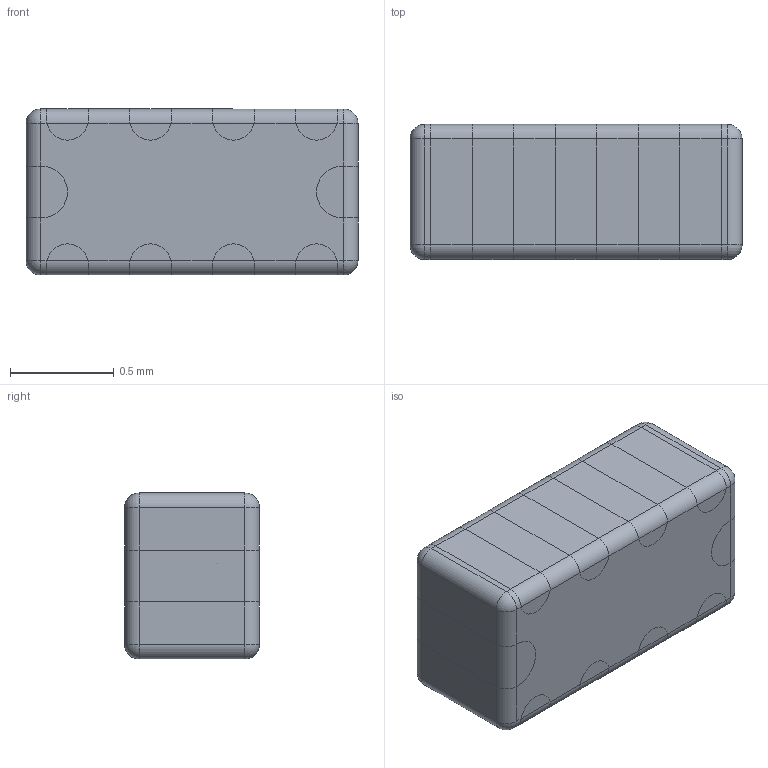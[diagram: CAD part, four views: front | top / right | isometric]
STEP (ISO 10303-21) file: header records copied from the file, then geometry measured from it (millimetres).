
FILE_DESCRIPTION (( 'STEP AP214' ), '1' );
FILE_NAME ('1.STEP', '2019-11-21T20:50:34', ( '' ), ( '' ), 'SwSTEP 2.0', 'SolidWorks 2017', '' );
FILE_SCHEMA (( 'AUTOMOTIVE_DESIGN' ));
Length unit declared in the file: millimetre
Products named in the file (1): 1
Bounding box: 1.6 x 0.65 x 0.8 mm (x, y, z)
Volume: 0.8 mm3; surface area: 11.3 mm2
Topology: 12 solids, 12 shells, 185 faces, 464 edges, 296 vertices
Faces by surface type: plane 97, cylinder 80, sphere 8
Entity records: 5867 total; most frequent: CARTESIAN_POINT 1322, DIRECTION 924, ORIENTED_EDGE 912, EDGE_CURVE 456, AXIS2_PLACEMENT_3D 346, VERTEX_POINT 296, VECTOR 232, LINE 232
